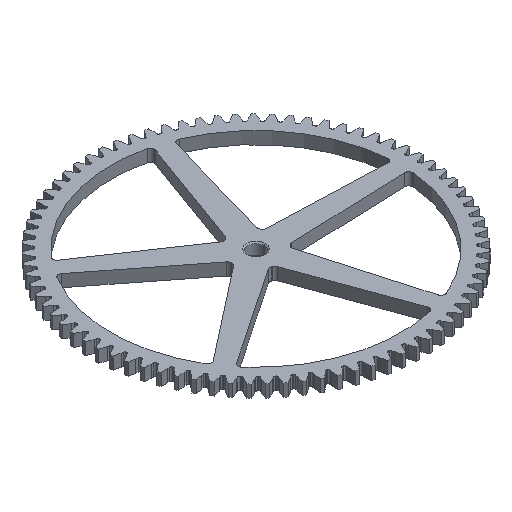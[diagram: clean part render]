
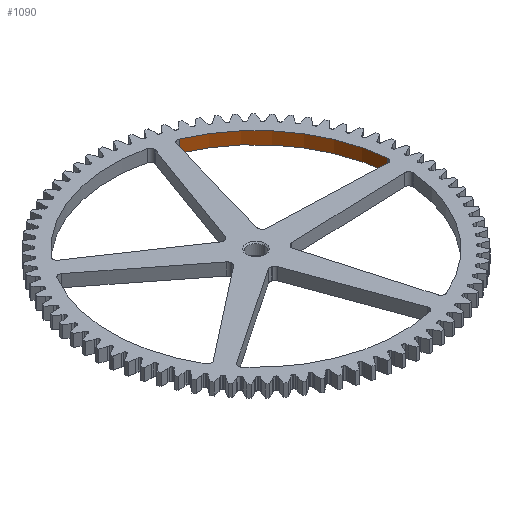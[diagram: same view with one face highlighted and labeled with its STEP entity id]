
A CAD part, isometric view. The second image highlights one B-rep face of the part: STEP entity #1090.
In plain terms, the highlighted cylindrical face has radius 35.5 mm (diameter 71 mm), a partial arc.
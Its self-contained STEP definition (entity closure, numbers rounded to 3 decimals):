
#249 = AXIS2_PLACEMENT_3D ( 'NONE', #11168, #26345, #13349 ) ;
#1090 = ADVANCED_FACE ( 'NONE', ( #7201 ), #11694, .F. ) ;
#1150 = DIRECTION ( 'NONE',  ( 0., 0., 1. ) ) ;
#2033 = LINE ( 'NONE', #7170, #12360 ) ;
#2905 = VERTEX_POINT ( 'NONE', #13178 ) ;
#2941 = EDGE_CURVE ( 'NONE', #2905, #24744, #16944, .T. ) ;
#3046 = EDGE_CURVE ( 'NONE', #7215, #2905, #15553, .T. ) ;
#5079 = DIRECTION ( 'NONE',  ( 0., 0., 1. ) ) ;
#7170 = CARTESIAN_POINT ( 'NONE',  ( 13.901, 32.665, 0. ) ) ;
#7201 = FACE_OUTER_BOUND ( 'NONE', #23925, .T. ) ;
#7215 = VERTEX_POINT ( 'NONE', #13960 ) ;
#7828 = CARTESIAN_POINT ( 'NONE',  ( 13.901, 32.665, 3. ) ) ;
#8439 = EDGE_CURVE ( 'NONE', #24744, #11450, #2033, .T. ) ;
#9240 = ORIENTED_EDGE ( 'NONE', *, *, #8439, .T. ) ;
#9379 = CARTESIAN_POINT ( 'NONE',  ( 13.901, 32.665, 0. ) ) ;
#10889 = ORIENTED_EDGE ( 'NONE', *, *, #23619, .F. ) ;
#11168 = CARTESIAN_POINT ( 'NONE',  ( 0., 0., 3. ) ) ;
#11450 = VERTEX_POINT ( 'NONE', #9379 ) ;
#11694 = CYLINDRICAL_SURFACE ( 'NONE', #26520, 35.5 ) ;
#12360 = VECTOR ( 'NONE', #18133, 1000. ) ;
#13178 = CARTESIAN_POINT ( 'NONE',  ( 35.362, 3.126, 3. ) ) ;
#13349 = DIRECTION ( 'NONE',  ( -1., 0., 0. ) ) ;
#13631 = CIRCLE ( 'NONE', #15445, 35.5 ) ;
#13960 = CARTESIAN_POINT ( 'NONE',  ( 35.362, 3.126, 0. ) ) ;
#14261 = CARTESIAN_POINT ( 'NONE',  ( 0., 0., 0. ) ) ;
#15445 = AXIS2_PLACEMENT_3D ( 'NONE', #14261, #1150, #16426 ) ;
#15553 = LINE ( 'NONE', #22356, #16259 ) ;
#16259 = VECTOR ( 'NONE', #5079, 1000. ) ;
#16426 = DIRECTION ( 'NONE',  ( -1., 0., 0. ) ) ;
#16944 = CIRCLE ( 'NONE', #249, 35.5 ) ;
#17851 = DIRECTION ( 'NONE',  ( 1., 0., 0. ) ) ;
#17949 = CARTESIAN_POINT ( 'NONE',  ( 0., 0., 0. ) ) ;
#18133 = DIRECTION ( 'NONE',  ( 0., 0., -1. ) ) ;
#18139 = ORIENTED_EDGE ( 'NONE', *, *, #3046, .T. ) ;
#20115 = DIRECTION ( 'NONE',  ( 0., 0., 1. ) ) ;
#22356 = CARTESIAN_POINT ( 'NONE',  ( 35.362, 3.126, 0. ) ) ;
#23619 = EDGE_CURVE ( 'NONE', #7215, #11450, #13631, .T. ) ;
#23689 = ORIENTED_EDGE ( 'NONE', *, *, #2941, .T. ) ;
#23925 = EDGE_LOOP ( 'NONE', ( #23689, #9240, #10889, #18139 ) ) ;
#24744 = VERTEX_POINT ( 'NONE', #7828 ) ;
#26345 = DIRECTION ( 'NONE',  ( 0., 0., 1. ) ) ;
#26520 = AXIS2_PLACEMENT_3D ( 'NONE', #17949, #20115, #17851 ) ;
